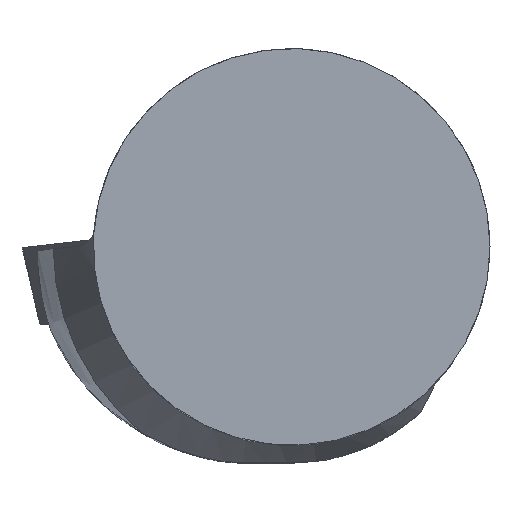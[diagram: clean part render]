
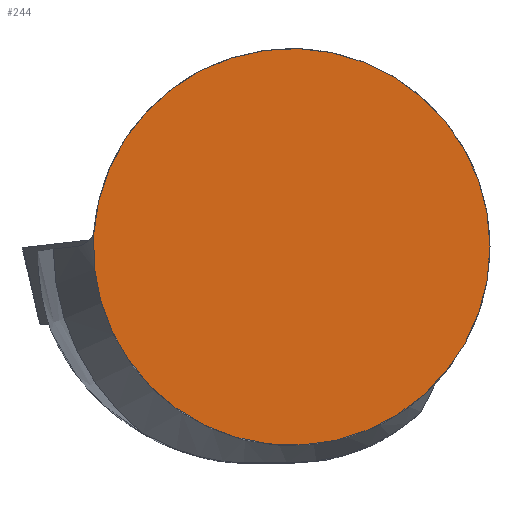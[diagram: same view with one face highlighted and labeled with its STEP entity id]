
A CAD part, top view. The second image highlights one B-rep face of the part: STEP entity #244.
In plain terms, the highlighted planar face has unit normal (0, 0, 1).
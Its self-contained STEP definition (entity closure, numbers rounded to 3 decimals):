
#145=PLANE('',#781);
#244=ADVANCED_FACE('',(#283),#145,.T.);
#283=FACE_OUTER_BOUND('',#321,.T.);
#321=EDGE_LOOP('',(#484));
#345=CIRCLE('',#753,8.);
#484=ORIENTED_EDGE('',*,*,#621,.T.);
#560=VERTEX_POINT('',#1180);
#621=EDGE_CURVE('',#560,#560,#345,.T.);
#753=AXIS2_PLACEMENT_3D('',#1179,#856,#857);
#781=AXIS2_PLACEMENT_3D('',#1259,#923,#924);
#856=DIRECTION('',(0.,0.,1.));
#857=DIRECTION('',(1.,0.,0.));
#923=DIRECTION('',(0.,0.,1.));
#924=DIRECTION('',(1.,0.,0.));
#1179=CARTESIAN_POINT('',(0.,0.,0.));
#1180=CARTESIAN_POINT('',(8.,0.,0.));
#1259=CARTESIAN_POINT('',(0.,0.,0.));
